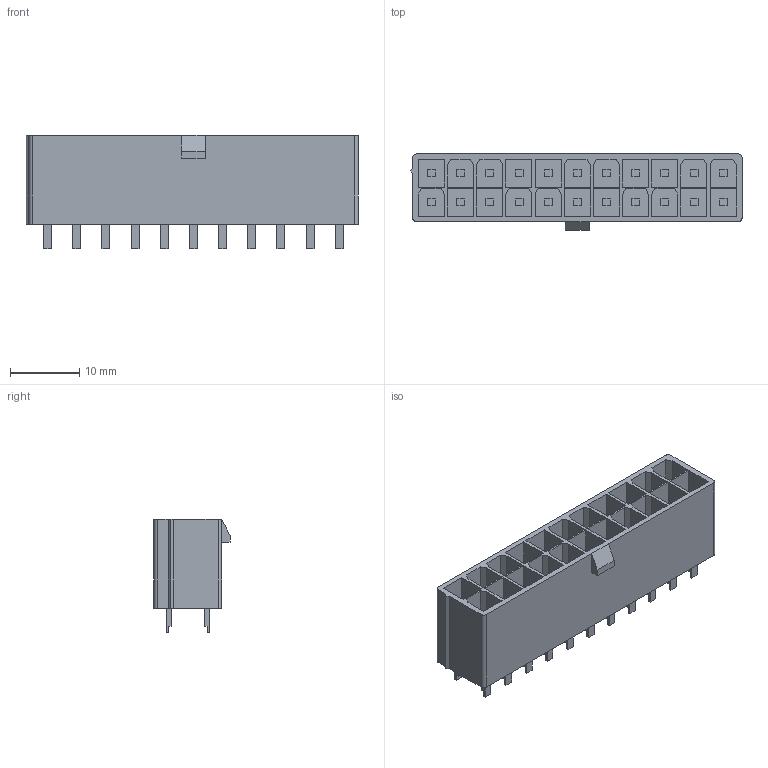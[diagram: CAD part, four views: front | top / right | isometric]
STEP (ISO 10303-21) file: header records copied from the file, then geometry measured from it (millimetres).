
FILE_DESCRIPTION((''),'2;1');
FILE_NAME('C-2-1586768-2','2014-02-26T',('workeradm'),('Tyco Electronics Ltd.'),'PRO/ENGINEER BY PARAMETRIC TECHNOLOGY CORPORATION, 2013050','PRO/ENGINEER BY PARAMETRIC TECHNOLOGY CORPORATION, 2013050','');
FILE_SCHEMA(('AUTOMOTIVE_DESIGN { 1 0 10303 214 1 1 1 1 }'));
Length unit declared in the file: millimetre
Products named in the file (1): C-2-1586768-2
Bounding box: 47.8 x 10.95 x 16.3 mm (x, y, z)
Volume: 3097.1 mm3; surface area: 6329.8 mm2
Topology: 1 solids, 1 shells, 414 faces, 1036 edges, 690 vertices
Faces by surface type: plane 410, cylinder 4
Entity records: 12268 total; most frequent: CARTESIAN_POINT 2142, ORIENTED_EDGE 2072, DIRECTION 1872, EDGE_CURVE 1036, VECTOR 1028, LINE 1028, VERTEX_POINT 690, EDGE_LOOP 480
